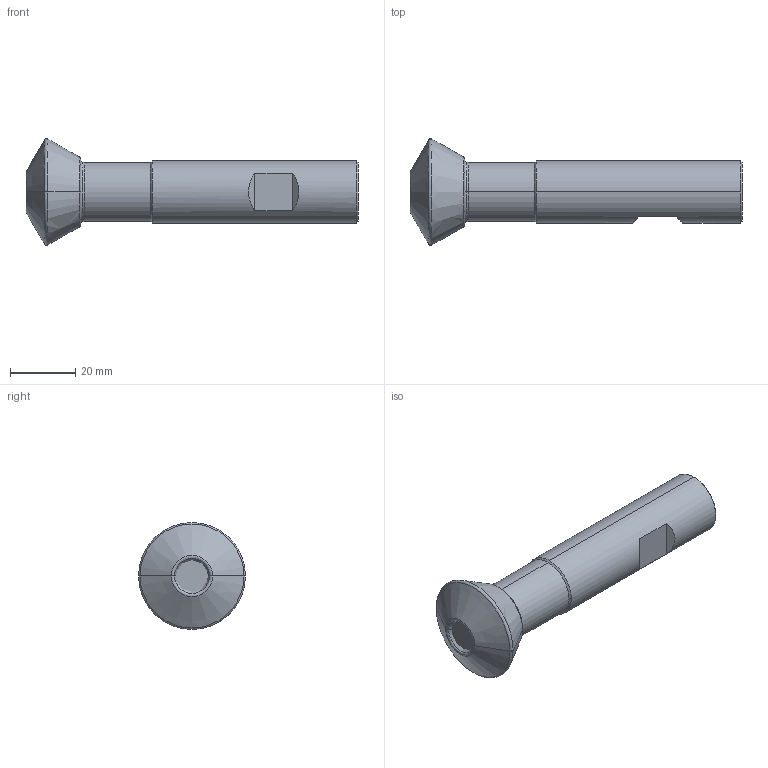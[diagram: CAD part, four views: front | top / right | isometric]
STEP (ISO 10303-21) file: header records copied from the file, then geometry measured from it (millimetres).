
FILE_DESCRIPTION (( 'STEP AP203' ), '1' );
FILE_NAME ('01-0761.STEP', '2024-02-06T17:12:01', ( '' ), ( '' ), 'SwSTEP 2.0', 'SolidWorks 2022', '' );
FILE_SCHEMA (( 'CONFIG_CONTROL_DESIGN' ));
Length unit declared in the file: inch
Products named in the file (3): luol22B06F34eujo_2; 01-0761; luol22B06F34eujo
Assembly tree (2 placements, depth 2):
  01-0761
    luol22B06F34eujo_2
    luol22B06F34eujo
Bounding box: 101.59 x 32.6 x 32.59 mm (x, y, z)
Volume: 38287.1 mm3; surface area: 9502.2 mm2
Topology: 2 solids, 2 shells, 45 faces, 94 edges, 51 vertices
Faces by surface type: bspline 22, cone 12, cylinder 6, plane 5
Entity records: 2013 total; most frequent: CARTESIAN_POINT 847, ORIENTED_EDGE 184, DIRECTION 182, EDGE_CURVE 92, AXIS2_PLACEMENT_3D 80, CIRCLE 52, VERTEX_POINT 51, EDGE_LOOP 47
